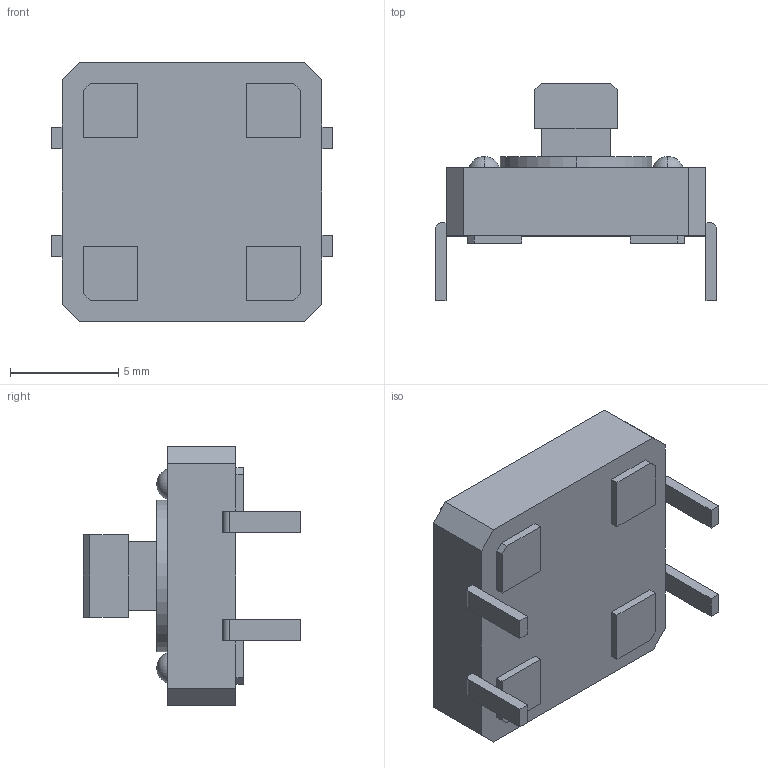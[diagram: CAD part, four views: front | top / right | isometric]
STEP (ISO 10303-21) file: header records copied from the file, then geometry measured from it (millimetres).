
FILE_DESCRIPTION (( 'STEP AP214' ), '1' );
FILE_NAME ('Tactile Push Button B3F-405 12X12x7.3mm.STEP', '2022-06-08T20:19:32', ( '' ), ( '' ), 'SwSTEP 2.0', 'SolidWorks 2015', '' );
FILE_SCHEMA (( 'AUTOMOTIVE_DESIGN' ));
Length unit declared in the file: millimetre
Products named in the file (1): Tactile Push Button B3F-405 12X12x7.3mm
Bounding box: 13 x 10.05 x 12 mm (x, y, z)
Volume: 529.4 mm3; surface area: 564.2 mm2
Topology: 1 solids, 1 shells, 107 faces, 268 edges, 176 vertices
Faces by surface type: plane 85, cylinder 14, torus 8
Entity records: 4161 total; most frequent: CARTESIAN_POINT 552, DIRECTION 536, ORIENTED_EDGE 536, EDGE_CURVE 268, VECTOR 216, LINE 216, VERTEX_POINT 176, AXIS2_PLACEMENT_3D 160
